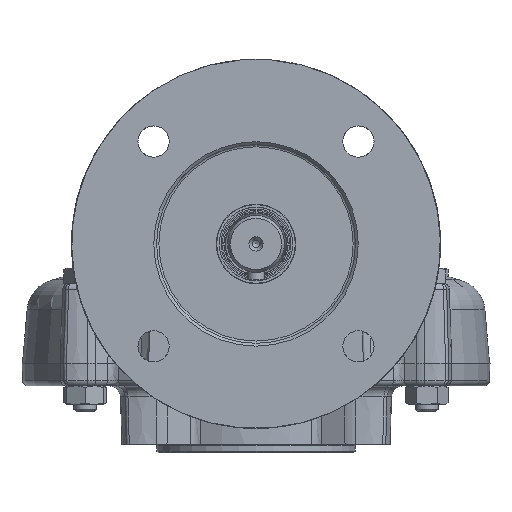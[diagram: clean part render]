
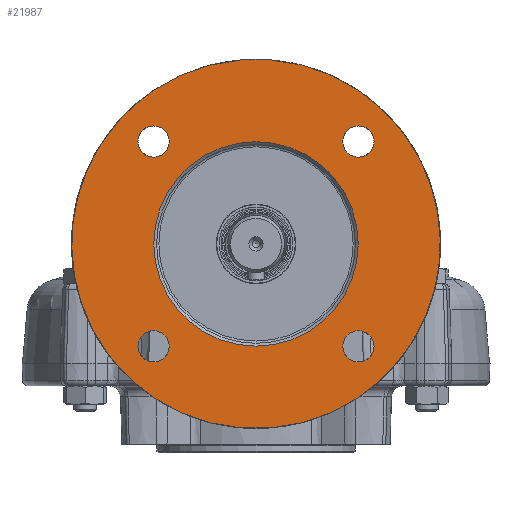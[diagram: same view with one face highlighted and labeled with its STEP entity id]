
A CAD part, left-side view. The second image highlights one B-rep face of the part: STEP entity #21987.
In plain terms, the highlighted planar face has unit normal (-1, 0, 0).
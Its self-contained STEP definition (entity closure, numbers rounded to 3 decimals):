
#1966=B_SPLINE_CURVE_WITH_KNOTS('',3,(#40364,#40365,#40366,#40367,#40368,
#40369,#40370,#40371,#40372,#40373,#40374,#40375,#40376,#40377,#40378,#40379,
#40380,#40381,#40382),.UNSPECIFIED.,.F.,.F.,(4,1,1,1,1,1,1,1,1,1,1,1,1,
1,1,1,4),(0.,0.008,0.016,0.024,
0.032,0.04,0.048,0.056,
0.064,0.072,0.08,0.088,
0.096,0.104,0.112,0.12,
0.128),.UNSPECIFIED.);
#1967=B_SPLINE_CURVE_WITH_KNOTS('',3,(#40387,#40388,#40389,#40390,#40391,
#40392,#40393,#40394,#40395,#40396,#40397,#40398,#40399,#40400,#40401,#40402,
#40403,#40404,#40405),.UNSPECIFIED.,.F.,.F.,(4,1,1,1,1,1,1,1,1,1,1,1,1,
1,1,1,4),(0.,0.008,0.016,0.024,
0.032,0.04,0.048,0.056,
0.064,0.072,0.08,0.088,
0.096,0.104,0.112,0.12,
0.128),.UNSPECIFIED.);
#2582=PLANE('',#23841);
#5419=ORIENTED_EDGE('',*,*,#8641,.T.);
#5420=ORIENTED_EDGE('',*,*,#8642,.F.);
#5421=ORIENTED_EDGE('',*,*,#8643,.T.);
#5422=ORIENTED_EDGE('',*,*,#8644,.F.);
#5423=ORIENTED_EDGE('',*,*,#8645,.T.);
#5424=ORIENTED_EDGE('',*,*,#8646,.T.);
#5425=ORIENTED_EDGE('',*,*,#8647,.T.);
#5426=ORIENTED_EDGE('',*,*,#8648,.T.);
#5427=ORIENTED_EDGE('',*,*,#8649,.T.);
#8641=EDGE_CURVE('',#10431,#10432,#1966,.T.);
#8642=EDGE_CURVE('',#10433,#10432,#11701,.T.);
#8643=EDGE_CURVE('',#10433,#10434,#1967,.T.);
#8644=EDGE_CURVE('',#10431,#10434,#11702,.T.);
#8645=EDGE_CURVE('',#10435,#10435,#11703,.T.);
#8646=EDGE_CURVE('',#10436,#10436,#11704,.T.);
#8647=EDGE_CURVE('',#10437,#10437,#11705,.T.);
#8648=EDGE_CURVE('',#10438,#10438,#11706,.T.);
#8649=EDGE_CURVE('',#10439,#10439,#11707,.T.);
#10431=VERTEX_POINT('',#40383);
#10432=VERTEX_POINT('',#40384);
#10433=VERTEX_POINT('',#40386);
#10434=VERTEX_POINT('',#40406);
#10435=VERTEX_POINT('',#40409);
#10436=VERTEX_POINT('',#40411);
#10437=VERTEX_POINT('',#40413);
#10438=VERTEX_POINT('',#40415);
#10439=VERTEX_POINT('',#40417);
#11701=CIRCLE('',#23842,65.);
#11702=CIRCLE('',#23843,65.);
#11703=CIRCLE('',#23844,5.5);
#11704=CIRCLE('',#23845,5.5);
#11705=CIRCLE('',#23846,36.);
#11706=CIRCLE('',#23847,5.5);
#11707=CIRCLE('',#23848,5.5);
#12995=EDGE_LOOP('',(#5419,#5420,#5421,#5422));
#12996=EDGE_LOOP('',(#5423));
#12997=EDGE_LOOP('',(#5424));
#12998=EDGE_LOOP('',(#5425));
#12999=EDGE_LOOP('',(#5426));
#13000=EDGE_LOOP('',(#5427));
#14418=FACE_BOUND('',#12995,.T.);
#14419=FACE_BOUND('',#12996,.T.);
#14420=FACE_BOUND('',#12997,.T.);
#14421=FACE_BOUND('',#12998,.T.);
#14422=FACE_BOUND('',#12999,.T.);
#14423=FACE_BOUND('',#13000,.T.);
#21987=ADVANCED_FACE('',(#14418,#14419,#14420,#14421,#14422,#14423),#2582,
 .F.);
#23841=AXIS2_PLACEMENT_3D('',#40363,#27768,#27769);
#23842=AXIS2_PLACEMENT_3D('',#40385,#27770,#27771);
#23843=AXIS2_PLACEMENT_3D('',#40407,#27772,#27773);
#23844=AXIS2_PLACEMENT_3D('',#40408,#27774,#27775);
#23845=AXIS2_PLACEMENT_3D('',#40410,#27776,#27777);
#23846=AXIS2_PLACEMENT_3D('',#40412,#27778,#27779);
#23847=AXIS2_PLACEMENT_3D('',#40414,#27780,#27781);
#23848=AXIS2_PLACEMENT_3D('',#40416,#27782,#27783);
#27768=DIRECTION('',(1.,0.,0.));
#27769=DIRECTION('',(0.,1.,0.));
#27770=DIRECTION('',(1.,0.,0.));
#27771=DIRECTION('',(0.,1.,0.));
#27772=DIRECTION('',(1.,0.,0.));
#27773=DIRECTION('',(0.,1.,0.));
#27774=DIRECTION('',(1.,0.,0.));
#27775=DIRECTION('',(0.,0.,1.));
#27776=DIRECTION('',(1.,0.,0.));
#27777=DIRECTION('',(0.,0.,-1.));
#27778=DIRECTION('',(1.,0.,0.));
#27779=DIRECTION('',(0.,1.,0.));
#27780=DIRECTION('',(1.,0.,0.));
#27781=DIRECTION('',(0.,1.,0.));
#27782=DIRECTION('',(1.,0.,0.));
#27783=DIRECTION('',(0.,-1.,0.));
#40363=CARTESIAN_POINT('',(-128.,64.886,70.5));
#40364=CARTESIAN_POINT('',(-128.,36.076,124.57));
#40365=CARTESIAN_POINT('',(-128.,38.306,123.082));
#40366=CARTESIAN_POINT('',(-128.,42.579,119.826));
#40367=CARTESIAN_POINT('',(-128.,48.288,114.223));
#40368=CARTESIAN_POINT('',(-128.,53.219,108.036));
#40369=CARTESIAN_POINT('',(-128.,57.428,101.169));
#40370=CARTESIAN_POINT('',(-128.,60.717,93.92));
#40371=CARTESIAN_POINT('',(-128.,63.103,86.356));
#40372=CARTESIAN_POINT('',(-128.,64.569,78.424));
#40373=CARTESIAN_POINT('',(-128.,65.045,70.512));
#40374=CARTESIAN_POINT('',(-128.,64.568,62.561));
#40375=CARTESIAN_POINT('',(-128.,63.102,54.645));
#40376=CARTESIAN_POINT('',(-128.,60.728,47.104));
#40377=CARTESIAN_POINT('',(-128.,57.417,39.809));
#40378=CARTESIAN_POINT('',(-128.,53.228,32.98));
#40379=CARTESIAN_POINT('',(-128.,48.304,26.792));
#40380=CARTESIAN_POINT('',(-128.,42.565,21.162));
#40381=CARTESIAN_POINT('',(-128.,38.306,17.918));
#40382=CARTESIAN_POINT('',(-128.,36.076,16.43));
#40383=CARTESIAN_POINT('',(-128.,36.076,124.57));
#40384=CARTESIAN_POINT('',(-128.,36.076,16.43));
#40385=CARTESIAN_POINT('',(-128.,0.,70.5));
#40386=CARTESIAN_POINT('',(-128.,-36.076,16.43));
#40387=CARTESIAN_POINT('',(-128.,-36.076,16.43));
#40388=CARTESIAN_POINT('',(-128.,-38.306,17.918));
#40389=CARTESIAN_POINT('',(-128.,-42.579,21.174));
#40390=CARTESIAN_POINT('',(-128.,-48.288,26.777));
#40391=CARTESIAN_POINT('',(-128.,-53.219,32.964));
#40392=CARTESIAN_POINT('',(-128.,-57.428,39.831));
#40393=CARTESIAN_POINT('',(-128.,-60.717,47.08));
#40394=CARTESIAN_POINT('',(-128.,-63.103,54.644));
#40395=CARTESIAN_POINT('',(-128.,-64.569,62.576));
#40396=CARTESIAN_POINT('',(-128.,-65.045,70.488));
#40397=CARTESIAN_POINT('',(-128.,-64.568,78.439));
#40398=CARTESIAN_POINT('',(-128.,-63.102,86.355));
#40399=CARTESIAN_POINT('',(-128.,-60.728,93.896));
#40400=CARTESIAN_POINT('',(-128.,-57.417,101.191));
#40401=CARTESIAN_POINT('',(-128.,-53.228,108.02));
#40402=CARTESIAN_POINT('',(-128.,-48.304,114.208));
#40403=CARTESIAN_POINT('',(-128.,-42.565,119.838));
#40404=CARTESIAN_POINT('',(-128.,-38.306,123.082));
#40405=CARTESIAN_POINT('',(-128.,-36.076,124.57));
#40406=CARTESIAN_POINT('',(-128.,-36.076,124.57));
#40407=CARTESIAN_POINT('',(-128.,0.,70.5));
#40408=CARTESIAN_POINT('',(-128.,36.062,34.438));
#40409=CARTESIAN_POINT('',(-128.,36.062,39.938));
#40410=CARTESIAN_POINT('',(-128.,-36.062,106.562));
#40411=CARTESIAN_POINT('',(-128.,-36.062,101.062));
#40412=CARTESIAN_POINT('',(-128.,0.,70.5));
#40413=CARTESIAN_POINT('',(-128.,36.,70.5));
#40414=CARTESIAN_POINT('',(-128.,-36.062,34.438));
#40415=CARTESIAN_POINT('',(-128.,-30.562,34.438));
#40416=CARTESIAN_POINT('',(-128.,36.062,106.562));
#40417=CARTESIAN_POINT('',(-128.,30.562,106.562));
